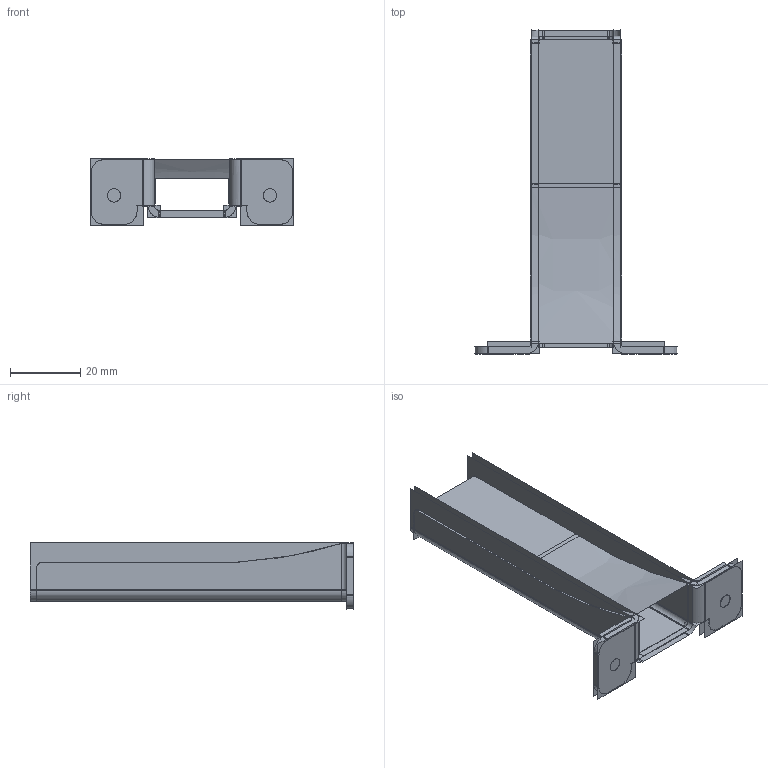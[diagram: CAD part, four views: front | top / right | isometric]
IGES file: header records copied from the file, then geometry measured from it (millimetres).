
Start section:  PTC IGES file: 147397.igs
Global section: file name: 147397.igs; native system: Creo Parametric by Parametric Technology Corporation; preprocessor: 2013230; author: pdmadmin; organization: Unknown; date: 20151008.150526; units: millimetre
Bounding box: 58.15 x 92.43 x 19.28 mm (x, y, z)
Volume: 8081.5 mm3; surface area: 45434.2 mm2
Topology: 6 solids, 6 shells, 546 faces, 2652 edges, 3196 vertices
Faces by surface type: bspline 494, revolution 48, extrusion 4
